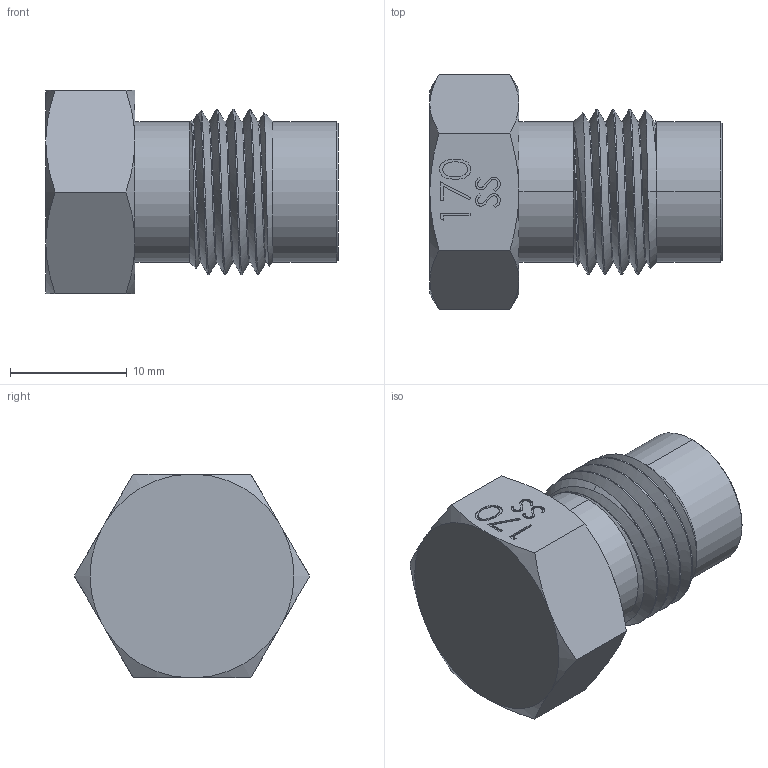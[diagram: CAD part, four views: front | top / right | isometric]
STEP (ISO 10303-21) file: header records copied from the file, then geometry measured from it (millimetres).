
FILE_DESCRIPTION (( 'STEP AP203' ), '1' );
FILE_NAME ('AD-170MSS-BL.STEP', '2025-07-29T18:24:41', ( '' ), ( '' ), 'SwSTEP 2.0', 'SolidWorks 2018', '' );
FILE_SCHEMA (( 'CONFIG_CONTROL_DESIGN' ));
Length unit declared in the file: inch
Products named in the file (1): AD-170MSS-BL
Bounding box: 25.02 x 20.15 x 17.45 mm (x, y, z)
Volume: 4120.3 mm3; surface area: 1873.6 mm2
Topology: 1 solids, 1 shells, 104 faces, 279 edges, 184 vertices
Faces by surface type: bspline 42, plane 31, cone 19, cylinder 12
Entity records: 8325 total; most frequent: CARTESIAN_POINT 6005, ORIENTED_EDGE 558, DIRECTION 297, EDGE_CURVE 279, VERTEX_POINT 184, B_SPLINE_CURVE_WITH_KNOTS 132, LINE 123, VECTOR 123
